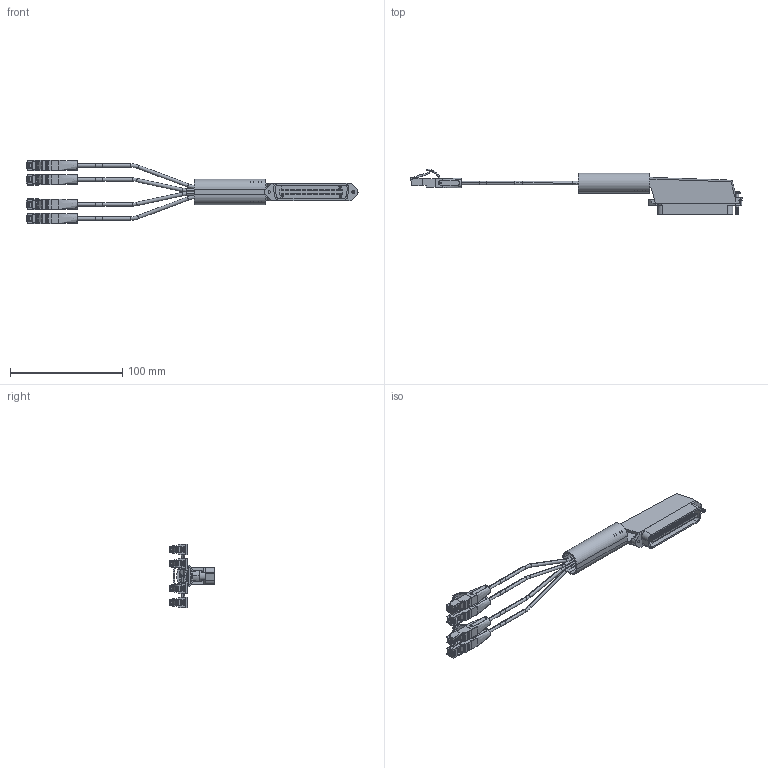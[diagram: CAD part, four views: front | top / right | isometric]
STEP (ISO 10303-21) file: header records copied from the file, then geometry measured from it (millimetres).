
FILE_DESCRIPTION (( 'STEP AP203' ), '1' );
FILE_NAME ('TDC50M64.STEP', '2013-06-10T13:42:44', ( 'x' ), ( '' ), 'SwSTEP 2.0', 'SolidWorks 2012', '' );
FILE_SCHEMA (( 'CONFIG_CONTROL_DESIGN' ));
Products named in the file (15): TDC50M64; 3AB02-020_6X4 - NO LOGO; MTN-774_No Logo; 3AB02-019_6X4; 3AB02-019-MA1___; 3AB02-019___; TDC50 NUMBER BAND; TDC50 SHRINK TUBE_1.1" OVAL; TDC50 SWEEP 1; TDC50 SWEEP 2; 3AA16-009_50P MALE; 3AA16-009-MA2___; 1AA01-037-MA2___; 3AA16-009-MA1___; 3AA16-009-MA3
Assembly tree (27 placements, depth 4):
  TDC50M64
    3AA16-009_50P MALE
      3AA16-009-MA3
      3AA16-009-MA1___
      1AA01-037-MA2___
      3AA16-009-MA2___
    TDC50 SWEEP 2  x2
    TDC50 SWEEP 1  x2
    TDC50 SHRINK TUBE_1.1" OVAL
    TDC50 NUMBER BAND  x4
    3AB02-020_6X4 - NO LOGO  x4
      3AB02-019_6X4
        3AB02-019___
        3AB02-019-MA1___  x6
      MTN-774_No Logo
Bounding box: 295.86 x 40.69 x 56.89 mm (x, y, z)
Volume: 37114.7 mm3; surface area: 47051.2 mm2
Topology: 45 solids, 45 shells, 3098 faces, 8722 edges, 5643 vertices
Faces by surface type: plane 2341, cylinder 608, bspline 88, sphere 36, torus 22, cone 3
Entity records: 43560 total; most frequent: CARTESIAN_POINT 12159, ORIENTED_EDGE 6502, DIRECTION 5560, EDGE_CURVE 3251, LINE 2726, VECTOR 2726, VERTEX_POINT 2126, AXIS2_PLACEMENT_3D 1417
